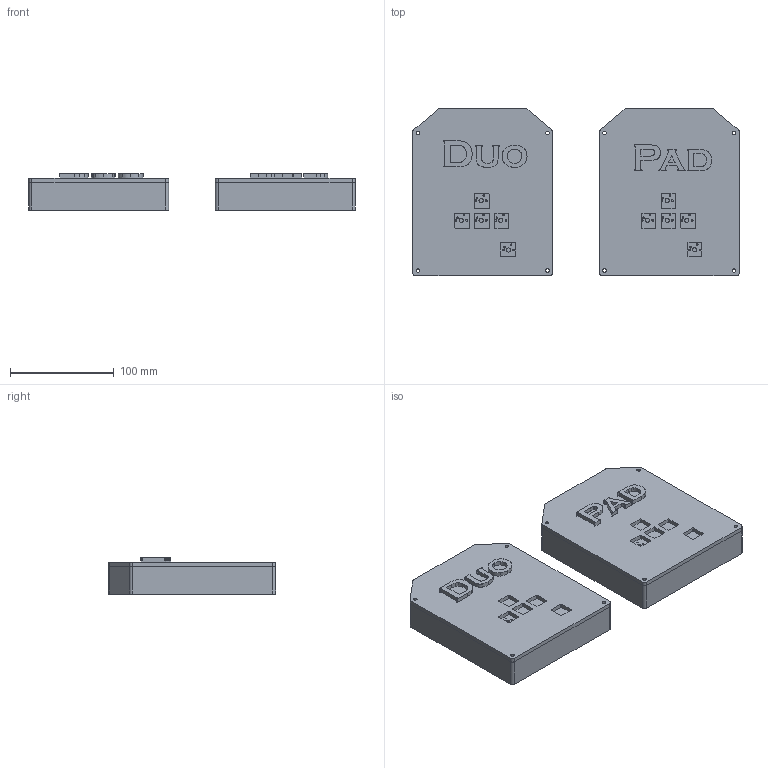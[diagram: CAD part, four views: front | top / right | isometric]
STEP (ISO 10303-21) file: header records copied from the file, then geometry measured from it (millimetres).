
FILE_DESCRIPTION(/* description */ (''),/* implementation_level */ '2;1');
FILE_NAME(/* name */ 'DuoPad.step',/* time_stamp */ '2025-07-16T20:38:14+01:00',/* author */ (''),/* organization */ (''),/* preprocessor_version */ 'ST-DEVELOPER v20.1',/* originating_system */ 'Autodesk Translation Framework v14.10.0.0',/* authorisation */ '');
FILE_SCHEMA (('AUTOMOTIVE_DESIGN { 1 0 10303 214 3 1 1 }'));
Length unit declared in the file: millimetre
Products named in the file (6): 2025-07-16-20-22-20-130; 2025-07-14-23-32-52-067; DuoPad 1; DuoPad_PCB; 2025-07-16-17-44-54-439; 2025-07-16-17-48-01-955
Assembly tree (6 placements, depth 3):
  2025-07-16-20-22-20-130
    2025-07-14-23-32-52-067
    DuoPad 1  x2
      DuoPad_PCB
    2025-07-16-17-44-54-439
      2025-07-16-17-48-01-955
Bounding box: 315 x 161.54 x 35.01 mm (x, y, z)
Volume: 595932.5 mm3; surface area: 292699.2 mm2
Topology: 6 solids, 6 shells, 491 faces, 1398 edges, 932 vertices
Faces by surface type: cylinder 208, plane 187, bspline 96
Full cylindrical faces by diameter (mm): 1 x10, 1.092 x54, 1.5 x20, 1.7 x20, 2.1 x2, 3.4 x16, 4 x10
Entity records: 14826 total; most frequent: CARTESIAN_POINT 3995, ORIENTED_EDGE 2328, DIRECTION 1914, EDGE_CURVE 1164, VERTEX_POINT 776, LINE 684, VECTOR 684, AXIS2_PLACEMENT_3D 615
